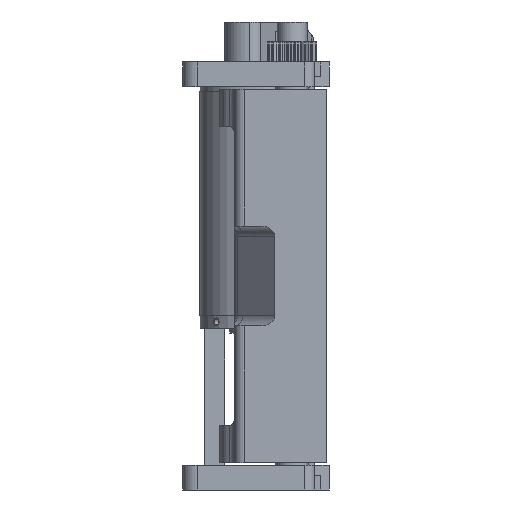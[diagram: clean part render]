
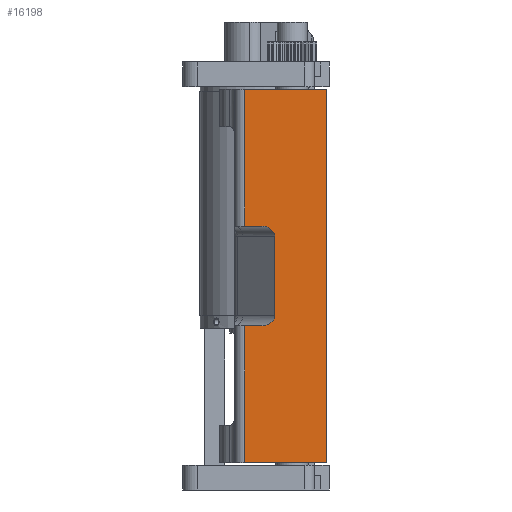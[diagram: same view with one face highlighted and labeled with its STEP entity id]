
A CAD part, front view. The second image highlights one B-rep face of the part: STEP entity #16198.
In plain terms, the highlighted planar face has unit normal (0, -1, 0).
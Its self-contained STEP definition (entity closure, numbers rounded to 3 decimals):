
#28=ELLIPSE('',#18364,2.611,2.);
#33=ELLIPSE('',#18397,2.611,2.);
#2727=FACE_OUTER_BOUND('',#3729,.T.);
#3729=EDGE_LOOP('',(#14453,#14454,#14455,#14456,#14457,#14458,#14459,#14460,
#14461,#14462));
#5020=LINE('',#32920,#6399);
#5028=LINE('',#32994,#6407);
#5037=LINE('',#33022,#6416);
#5038=LINE('',#33026,#6417);
#5039=LINE('',#33028,#6418);
#5040=LINE('',#33030,#6419);
#5041=LINE('',#33032,#6420);
#5042=LINE('',#33033,#6421);
#6399=VECTOR('',#22648,10.);
#6407=VECTOR('',#22696,10.);
#6416=VECTOR('',#22713,10.);
#6417=VECTOR('',#22716,10.);
#6418=VECTOR('',#22717,10.);
#6419=VECTOR('',#22718,10.);
#6420=VECTOR('',#22719,10.);
#6421=VECTOR('',#22720,10.);
#7926=VERTEX_POINT('',#32892);
#7927=VERTEX_POINT('',#32894);
#7933=VERTEX_POINT('',#32919);
#7950=VERTEX_POINT('',#32990);
#7960=VERTEX_POINT('',#33021);
#7961=VERTEX_POINT('',#33023);
#7962=VERTEX_POINT('',#33025);
#7963=VERTEX_POINT('',#33027);
#7964=VERTEX_POINT('',#33029);
#7965=VERTEX_POINT('',#33031);
#10120=EDGE_CURVE('',#7926,#7927,#28,.T.);
#10130=EDGE_CURVE('',#7933,#7927,#5020,.T.);
#10155=EDGE_CURVE('',#7933,#7950,#5028,.T.);
#10166=EDGE_CURVE('',#7926,#7960,#5037,.T.);
#10167=EDGE_CURVE('',#7961,#7960,#33,.T.);
#10168=EDGE_CURVE('',#7961,#7962,#5038,.T.);
#10169=EDGE_CURVE('',#7963,#7962,#5039,.T.);
#10170=EDGE_CURVE('',#7963,#7964,#5040,.T.);
#10171=EDGE_CURVE('',#7965,#7964,#5041,.T.);
#10172=EDGE_CURVE('',#7950,#7965,#5042,.T.);
#14453=ORIENTED_EDGE('',*,*,#10155,.F.);
#14454=ORIENTED_EDGE('',*,*,#10130,.T.);
#14455=ORIENTED_EDGE('',*,*,#10120,.F.);
#14456=ORIENTED_EDGE('',*,*,#10166,.T.);
#14457=ORIENTED_EDGE('',*,*,#10167,.F.);
#14458=ORIENTED_EDGE('',*,*,#10168,.T.);
#14459=ORIENTED_EDGE('',*,*,#10169,.F.);
#14460=ORIENTED_EDGE('',*,*,#10170,.T.);
#14461=ORIENTED_EDGE('',*,*,#10171,.F.);
#14462=ORIENTED_EDGE('',*,*,#10172,.F.);
#15363=PLANE('',#18396);
#16198=ADVANCED_FACE('',(#2727),#15363,.F.);
#18364=AXIS2_PLACEMENT_3D('',#32895,#22626,#22627);
#18396=AXIS2_PLACEMENT_3D('',#33020,#22711,#22712);
#18397=AXIS2_PLACEMENT_3D('',#33024,#22714,#22715);
#22626=DIRECTION('center_axis',(0.,-1.,0.));
#22627=DIRECTION('ref_axis',(1.,0.,0.));
#22648=DIRECTION('',(1.,0.,0.));
#22696=DIRECTION('',(0.,0.,1.));
#22711=DIRECTION('center_axis',(0.,1.,0.));
#22712=DIRECTION('ref_axis',(1.,0.,0.));
#22713=DIRECTION('',(0.,0.,-1.));
#22714=DIRECTION('center_axis',(0.,-1.,0.));
#22715=DIRECTION('ref_axis',(1.,0.,0.));
#22716=DIRECTION('',(-1.,0.,0.));
#22717=DIRECTION('',(0.,0.,1.));
#22718=DIRECTION('',(1.,0.,0.));
#22719=DIRECTION('',(0.,0.,-1.));
#22720=DIRECTION('',(1.,0.,0.));
#32892=CARTESIAN_POINT('',(8.,0.,45.5));
#32894=CARTESIAN_POINT('',(5.389,0.,47.5));
#32895=CARTESIAN_POINT('Origin',(5.389,0.,45.5));
#32919=CARTESIAN_POINT('',(2.,0.,47.5));
#32920=CARTESIAN_POINT('',(2.,0.,47.5));
#32990=CARTESIAN_POINT('',(2.,0.,75.));
#32994=CARTESIAN_POINT('',(2.,0.,75.));
#33020=CARTESIAN_POINT('Origin',(0.,0.,75.));
#33021=CARTESIAN_POINT('',(8.,0.,29.5));
#33022=CARTESIAN_POINT('',(8.,0.,18.75));
#33023=CARTESIAN_POINT('',(5.389,0.,27.5));
#33024=CARTESIAN_POINT('Origin',(5.389,0.,29.5));
#33025=CARTESIAN_POINT('',(2.,0.,27.5));
#33026=CARTESIAN_POINT('',(2.,0.,27.5));
#33027=CARTESIAN_POINT('',(2.,0.,0.));
#33028=CARTESIAN_POINT('',(2.,0.,0.));
#33029=CARTESIAN_POINT('',(18.5,0.,0.));
#33030=CARTESIAN_POINT('',(0.,0.,0.));
#33031=CARTESIAN_POINT('',(18.5,0.,75.));
#33032=CARTESIAN_POINT('',(18.5,0.,75.));
#33033=CARTESIAN_POINT('',(0.,0.,75.));
